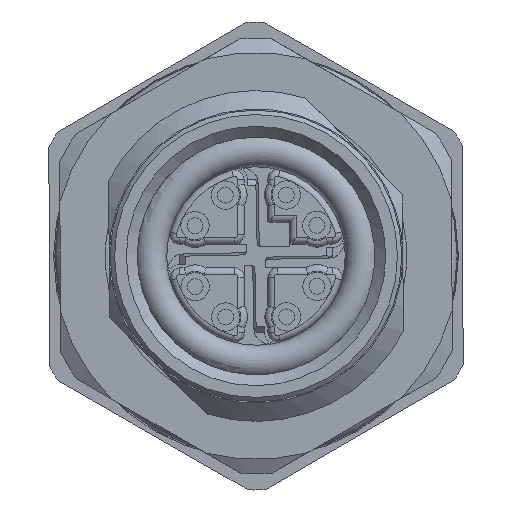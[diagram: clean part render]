
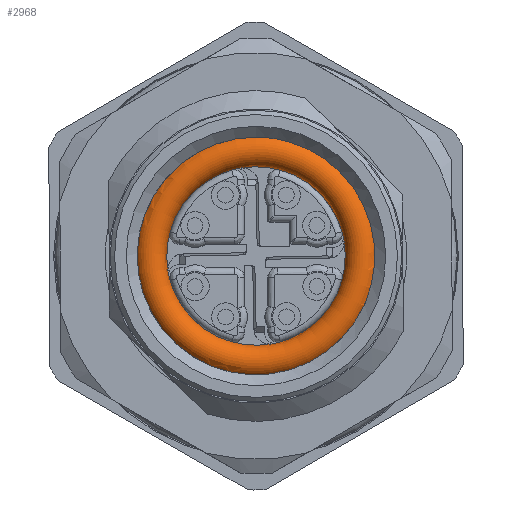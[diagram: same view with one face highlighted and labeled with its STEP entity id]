
A CAD part, front view. The second image highlights one B-rep face of the part: STEP entity #2968.
In plain terms, the highlighted toroidal (fillet/blend) face has major radius 4.85 mm and minor radius 0.75 mm.
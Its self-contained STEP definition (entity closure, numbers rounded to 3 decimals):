
#140=TOROIDAL_SURFACE('',#10972,4.85,0.75);
#2968=ADVANCED_FACE('',(#3457,#3458),#140,.T.);
#3457=FACE_BOUND('',#3924,.T.);
#3458=FACE_BOUND('',#3925,.T.);
#3924=EDGE_LOOP('',(#5653,#5654,#5655,#5656,#5657,#5658,#5659,#5660));
#3925=EDGE_LOOP('',(#5661));
#5653=ORIENTED_EDGE('',*,*,#8986,.F.);
#5654=ORIENTED_EDGE('',*,*,#8985,.F.);
#5655=ORIENTED_EDGE('',*,*,#8984,.F.);
#5656=ORIENTED_EDGE('',*,*,#8983,.F.);
#5657=ORIENTED_EDGE('',*,*,#8982,.F.);
#5658=ORIENTED_EDGE('',*,*,#8981,.F.);
#5659=ORIENTED_EDGE('',*,*,#8980,.F.);
#5660=ORIENTED_EDGE('',*,*,#8979,.F.);
#5661=ORIENTED_EDGE('',*,*,#8987,.T.);
#7734=VERTEX_POINT('',#17638);
#7736=VERTEX_POINT('',#17644);
#7742=VERTEX_POINT('',#17668);
#7744=VERTEX_POINT('',#17674);
#7750=VERTEX_POINT('',#17698);
#7752=VERTEX_POINT('',#17704);
#7758=VERTEX_POINT('',#17733);
#7759=VERTEX_POINT('',#17737);
#7760=VERTEX_POINT('',#17757);
#8979=EDGE_CURVE('',#7758,#7734,#10108,.T.);
#8980=EDGE_CURVE('',#7734,#7736,#10109,.T.);
#8981=EDGE_CURVE('',#7736,#7742,#10110,.T.);
#8982=EDGE_CURVE('',#7742,#7744,#10111,.T.);
#8983=EDGE_CURVE('',#7744,#7750,#10112,.T.);
#8984=EDGE_CURVE('',#7750,#7752,#10113,.T.);
#8985=EDGE_CURVE('',#7752,#7759,#10114,.T.);
#8986=EDGE_CURVE('',#7759,#7758,#10115,.T.);
#8987=EDGE_CURVE('',#7760,#7760,#10116,.T.);
#10108=CIRCLE('',#10955,4.1);
#10109=CIRCLE('',#10957,4.1);
#10110=CIRCLE('',#10959,4.1);
#10111=CIRCLE('',#10961,4.1);
#10112=CIRCLE('',#10963,4.1);
#10113=CIRCLE('',#10965,4.1);
#10114=CIRCLE('',#10967,4.1);
#10115=CIRCLE('',#10969,4.1);
#10116=CIRCLE('',#10971,5.46);
#10955=AXIS2_PLACEMENT_3D('',#17740,#12987,#12988);
#10957=AXIS2_PLACEMENT_3D('',#17742,#12991,#12992);
#10959=AXIS2_PLACEMENT_3D('',#17744,#12995,#12996);
#10961=AXIS2_PLACEMENT_3D('',#17746,#12999,#13000);
#10963=AXIS2_PLACEMENT_3D('',#17748,#13003,#13004);
#10965=AXIS2_PLACEMENT_3D('',#17750,#13007,#13008);
#10967=AXIS2_PLACEMENT_3D('',#17752,#13011,#13012);
#10969=AXIS2_PLACEMENT_3D('',#17754,#13015,#13016);
#10971=AXIS2_PLACEMENT_3D('',#17756,#13019,#13020);
#10972=AXIS2_PLACEMENT_3D('',#17758,#13021,#13022);
#12987=DIRECTION('',(0.,-1.,0.));
#12988=DIRECTION('',(1.,0.,0.));
#12991=DIRECTION('',(0.,-1.,0.));
#12992=DIRECTION('',(1.,0.,0.));
#12995=DIRECTION('',(0.,-1.,0.));
#12996=DIRECTION('',(1.,0.,0.));
#12999=DIRECTION('',(0.,-1.,0.));
#13000=DIRECTION('',(1.,0.,0.));
#13003=DIRECTION('',(0.,-1.,0.));
#13004=DIRECTION('',(1.,0.,0.));
#13007=DIRECTION('',(0.,-1.,0.));
#13008=DIRECTION('',(1.,0.,0.));
#13011=DIRECTION('',(0.,-1.,0.));
#13012=DIRECTION('',(1.,0.,0.));
#13015=DIRECTION('',(0.,-1.,0.));
#13016=DIRECTION('',(1.,0.,0.));
#13019=DIRECTION('',(0.,-1.,0.));
#13020=DIRECTION('',(0.,0.,1.));
#13021=DIRECTION('',(0.,-1.,0.));
#13022=DIRECTION('',(0.705,0.,0.709));
#17638=CARTESIAN_POINT('',(45.967,43.4,-0.739));
#17644=CARTESIAN_POINT('',(48.902,43.4,-3.95));
#17668=CARTESIAN_POINT('',(50.739,43.4,-4.033));
#17674=CARTESIAN_POINT('',(53.95,43.4,-1.098));
#17698=CARTESIAN_POINT('',(54.033,43.4,0.739));
#17704=CARTESIAN_POINT('',(51.098,43.4,3.95));
#17733=CARTESIAN_POINT('',(46.05,43.4,1.098));
#17737=CARTESIAN_POINT('',(49.261,43.4,4.033));
#17740=CARTESIAN_POINT('',(50.,43.4,0.));
#17742=CARTESIAN_POINT('',(50.,43.4,0.));
#17744=CARTESIAN_POINT('',(50.,43.4,0.));
#17746=CARTESIAN_POINT('',(50.,43.4,0.));
#17748=CARTESIAN_POINT('',(50.,43.4,0.));
#17750=CARTESIAN_POINT('',(50.,43.4,0.));
#17752=CARTESIAN_POINT('',(50.,43.4,0.));
#17754=CARTESIAN_POINT('',(50.,43.4,0.));
#17756=CARTESIAN_POINT('',(50.,42.964,0.));
#17757=CARTESIAN_POINT('',(50.,42.964,5.46));
#17758=CARTESIAN_POINT('',(50.,43.4,0.));
